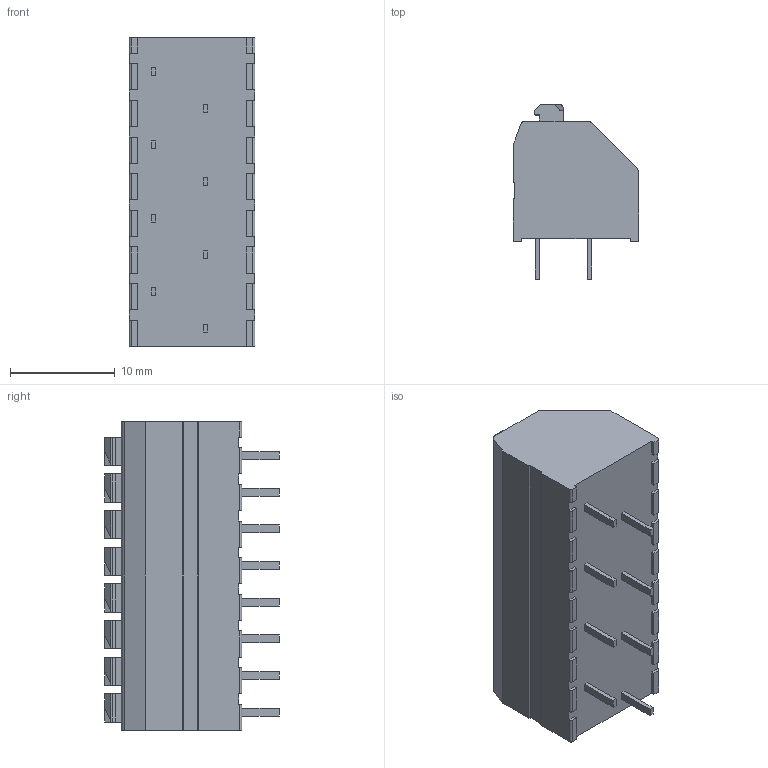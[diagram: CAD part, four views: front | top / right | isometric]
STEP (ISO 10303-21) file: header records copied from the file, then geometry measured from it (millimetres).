
FILE_DESCRIPTION(/* description */ ('STEP AP203'),/* implementation_level */ '2;1');
FILE_NAME(/* name */ '250-208',/* time_stamp */ '2026-02-11T13:59:02+01:00',/* author */ ('License CC BY-ND 4.0'),/* organization */ ('CADENAS'),/* preprocessor_version */ 'ST-DEVELOPER v20',/* originating_system */ 'PARTsolutions',/* authorisation */ ' ');
FILE_SCHEMA (('CONFIG_CONTROL_DESIGN','AP203_CONFIGURATION_CONTROLLED_3D_DESIGN_OF_MECHANICAL_PARTS_AND_ASSEMBLIES_MIM_LF { 1 0 10303 203 3 1 4 }'));
Length unit declared in the file: millimetre
Products named in the file (1): 250-208
Bounding box: 12 x 16.7 x 29.5 mm (x, y, z)
Volume: 3580.5 mm3; surface area: 1878.1 mm2
Topology: 1 solids, 1 shells, 341 faces, 945 edges, 622 vertices
Faces by surface type: plane 262, cylinder 63, cone 16
Entity records: 10822 total; most frequent: CARTESIAN_POINT 2005, ORIENTED_EDGE 1890, DIRECTION 1739, EDGE_CURVE 945, LINE 771, VECTOR 771, VERTEX_POINT 622, AXIS2_PLACEMENT_3D 484
